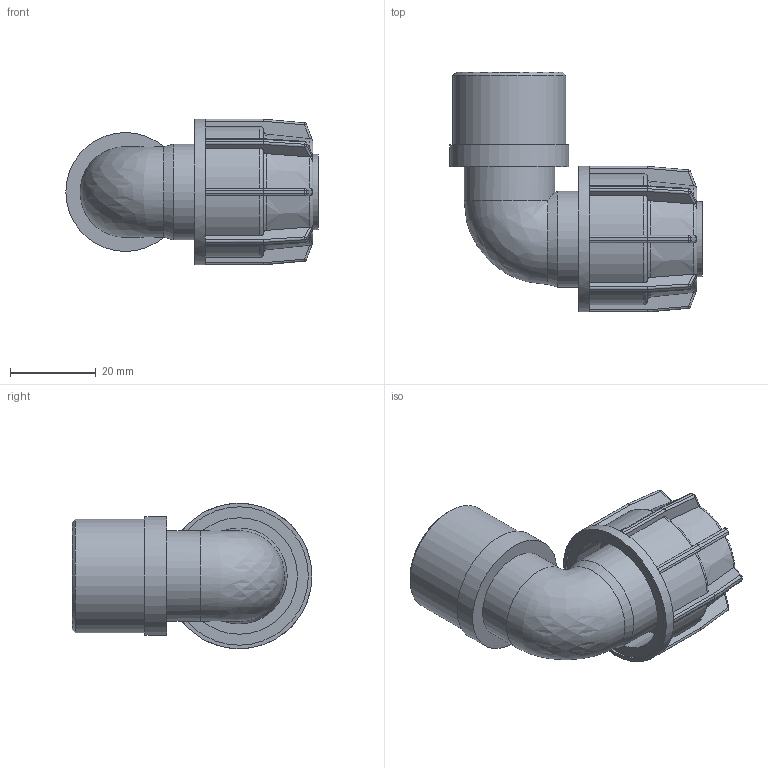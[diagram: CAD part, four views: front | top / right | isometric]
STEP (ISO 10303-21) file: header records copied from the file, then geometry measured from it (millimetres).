
FILE_DESCRIPTION(/* description */ ('PLASSON IRRIFIT ELBOW 16-3/4"M'),/* implementation_level */ '2;1');
FILE_NAME(/* name */ '048507016007.ipt.stp',/* time_stamp */ '2018-04-09T13:00:02+03:00',/* author */ ('KIM'),/* organization */ (''),/* preprocessor_version */ 'ST-DEVELOPER v15.6',/* originating_system */ 'Autodesk Inventor 2015',/* authorisation */ '');
FILE_SCHEMA (('AUTOMOTIVE_DESIGN { 1 0 10303 214 3 1 1 }'));
Length unit declared in the file: millimetre
Products named in the file (1): 048507016007
Bounding box: 58.88 x 56 x 34 mm (x, y, z)
Volume: 21767 mm3; surface area: 14749 mm2
Topology: 1 solids, 1 shells, 275 faces, 644 edges, 372 vertices
Faces by surface type: plane 130, cylinder 84, sphere 32, torus 18, cone 10, bspline 1
Full cylindrical faces by diameter (mm): 16 x2, 17.6 x1, 19.2 x1, 21.153 x2, 22.4 x1, 26.441 x1, 27.2 x1, 27.763 x1, 32.3 x1, 34 x1
Entity records: 8070 total; most frequent: CARTESIAN_POINT 2102, DIRECTION 1256, ORIENTED_EDGE 1220, EDGE_CURVE 610, AXIS2_PLACEMENT_3D 508, VERTEX_POINT 361, EDGE_LOOP 301, FACE_OUTER_BOUND 275
